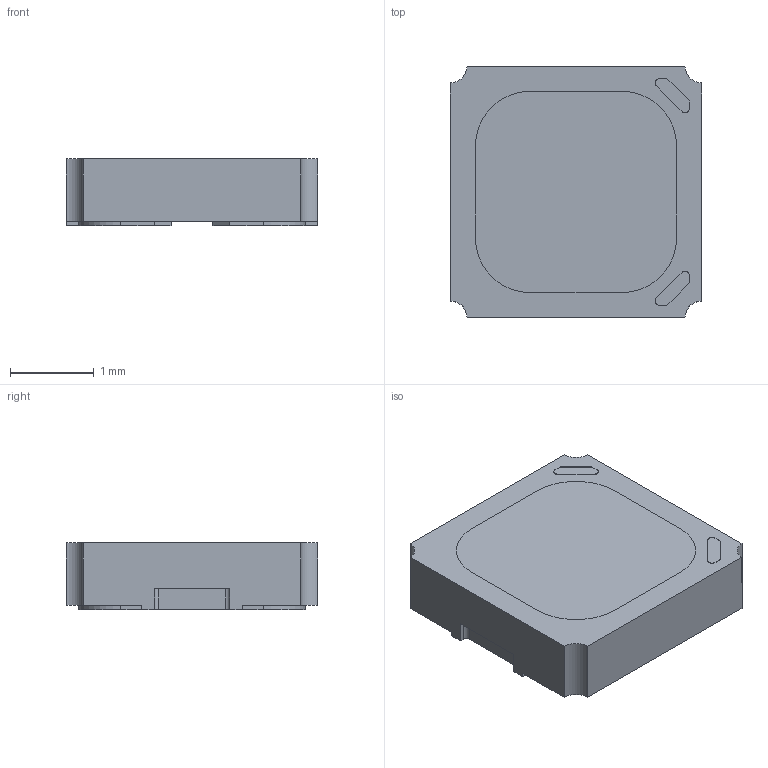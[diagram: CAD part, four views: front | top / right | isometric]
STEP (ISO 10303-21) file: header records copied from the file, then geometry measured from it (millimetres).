
FILE_DESCRIPTION (( 'STEP AP214' ), '1' );
FILE_NAME ('NxSx172C.STEP', '2019-01-19T06:27:40', ( 'NICHIA' ), ( 'Microsoft' ), 'SwSTEP 2.0', 'SolidWorks 2014', '' );
FILE_SCHEMA (( 'AUTOMOTIVE_DESIGN' ));
Length unit declared in the file: millimetre
Products named in the file (3): Part2; Part1; NxSx172C
Assembly tree (2 placements, depth 2):
  NxSx172C
    Part1
    Part2
Bounding box: 3 x 3 x 0.8 mm (x, y, z)
Volume: 6.9 mm3; surface area: 38.9 mm2
Topology: 2 solids, 2 shells, 81 faces, 222 edges, 148 vertices
Faces by surface type: plane 55, cylinder 26
Entity records: 2678 total; most frequent: CARTESIAN_POINT 456, DIRECTION 446, ORIENTED_EDGE 444, EDGE_CURVE 222, LINE 170, VECTOR 170, VERTEX_POINT 148, AXIS2_PLACEMENT_3D 138
